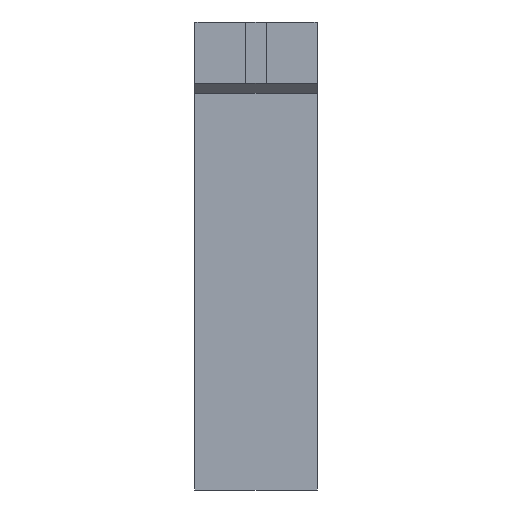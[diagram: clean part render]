
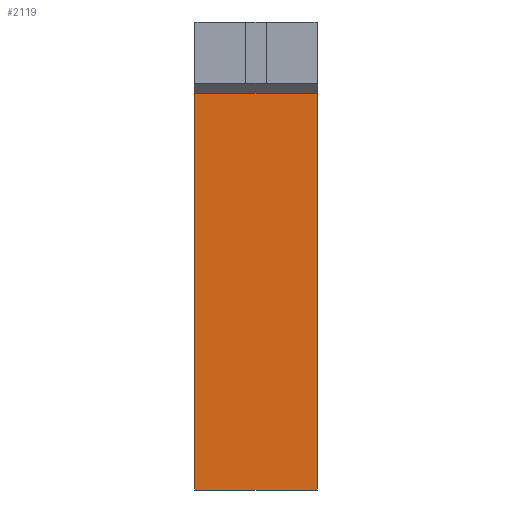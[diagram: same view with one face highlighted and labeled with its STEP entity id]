
A CAD part, front view. The second image highlights one B-rep face of the part: STEP entity #2119.
In plain terms, the highlighted planar face has unit normal (0, -1, 0).
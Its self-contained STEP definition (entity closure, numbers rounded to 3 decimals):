
#1820=CARTESIAN_POINT('',(12.0,0.0,39.001));
#1821=VERTEX_POINT('',#1820);
#1828=CARTESIAN_POINT('',(12.0,0.0,0.));
#1829=VERTEX_POINT('',#1828);
#1830=CARTESIAN_POINT('',(12.0,0.0,39.001));
#1831=DIRECTION('',(0.0,0.0,-1.0));
#1832=VECTOR('',#1831,39.001);
#1833=LINE('',#1830,#1832);
#1834=EDGE_CURVE('',#1821,#1829,#1833,.T.);
#2004=CARTESIAN_POINT('',(0.0,0.0,0.0));
#2005=VERTEX_POINT('',#2004);
#2012=CARTESIAN_POINT('',(0.0,0.0,39.001));
#2013=VERTEX_POINT('',#2012);
#2014=CARTESIAN_POINT('',(0.0,0.0,0.0));
#2015=DIRECTION('',(0.0,0.0,1.0));
#2016=VECTOR('',#2015,39.001);
#2017=LINE('',#2014,#2016);
#2018=EDGE_CURVE('',#2005,#2013,#2017,.T.);
#2092=CARTESIAN_POINT('',(12.0,0.0,0.));
#2093=DIRECTION('',(-1.0,0.0,0.0));
#2094=VECTOR('',#2093,12.0);
#2095=LINE('',#2092,#2094);
#2096=EDGE_CURVE('',#1829,#2005,#2095,.T.);
#2103=CARTESIAN_POINT('',(24.0,0.0,39.001));
#2104=DIRECTION('',(0.0,-1.0,0.0));
#2105=DIRECTION('',(1.0,0.0,0.0));
#2106=AXIS2_PLACEMENT_3D('',#2103,#2104,#2105);
#2107=PLANE('',#2106);
#2108=ORIENTED_EDGE('',*,*,#1834,.F.);
#2109=CARTESIAN_POINT('',(12.0,0.0,39.001));
#2110=DIRECTION('',(-1.0,0.0,0.0));
#2111=VECTOR('',#2110,12.0);
#2112=LINE('',#2109,#2111);
#2113=EDGE_CURVE('',#1821,#2013,#2112,.T.);
#2114=ORIENTED_EDGE('',*,*,#2113,.T.);
#2115=ORIENTED_EDGE('',*,*,#2018,.F.);
#2116=ORIENTED_EDGE('',*,*,#2096,.F.);
#2117=EDGE_LOOP('',(#2108,#2114,#2115,#2116));
#2118=FACE_OUTER_BOUND('',#2117,.T.);
#2119=ADVANCED_FACE('',(#2118),#2107,.T.);
